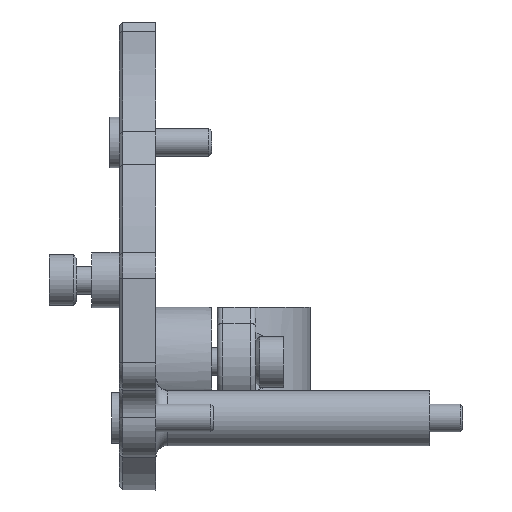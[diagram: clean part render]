
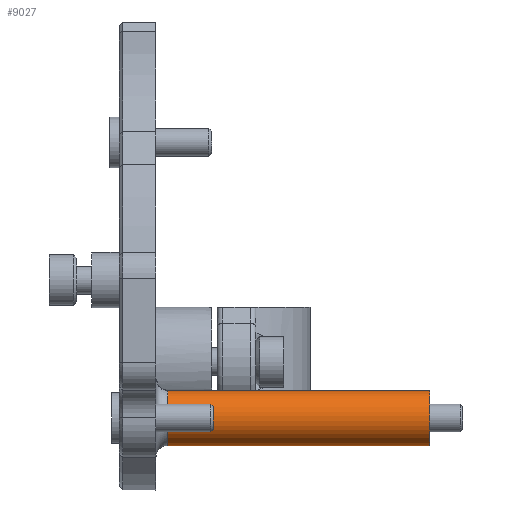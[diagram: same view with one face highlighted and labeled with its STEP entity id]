
A CAD part, left-side view. The second image highlights one B-rep face of the part: STEP entity #9027.
In plain terms, the highlighted cylindrical face has radius 3 mm (diameter 6 mm), a partial arc.
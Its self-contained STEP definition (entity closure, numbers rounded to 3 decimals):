
#411=B_SPLINE_CURVE_WITH_KNOTS('',3,(#21066,#21067,#21068,#21069),
 .UNSPECIFIED.,.F.,.F.,(4,4),(-1.356,1.481),
 .UNSPECIFIED.);
#414=B_SPLINE_CURVE_WITH_KNOTS('',3,(#21105,#21106,#21107,#21108),
 .UNSPECIFIED.,.F.,.F.,(4,4),(-1.481,1.356),
 .UNSPECIFIED.);
#853=CYLINDRICAL_SURFACE('',#9962,3.);
#1335=FACE_OUTER_BOUND('',#1904,.T.);
#1904=EDGE_LOOP('',(#8134,#8135,#8136,#8137));
#3420=CIRCLE('',#9639,3.);
#3428=CIRCLE('',#9651,3.);
#4138=VERTEX_POINT('',#20911);
#4140=VERTEX_POINT('',#20919);
#4150=VERTEX_POINT('',#21065);
#4153=VERTEX_POINT('',#21081);
#5232=EDGE_CURVE('',#4140,#4138,#3420,.T.);
#5249=EDGE_CURVE('',#4138,#4150,#411,.T.);
#5254=EDGE_CURVE('',#4150,#4153,#3428,.T.);
#5257=EDGE_CURVE('',#4153,#4140,#414,.T.);
#8134=ORIENTED_EDGE('',*,*,#5232,.F.);
#8135=ORIENTED_EDGE('',*,*,#5257,.F.);
#8136=ORIENTED_EDGE('',*,*,#5254,.F.);
#8137=ORIENTED_EDGE('',*,*,#5249,.F.);
#9027=ADVANCED_FACE('',(#1335),#853,.T.);
#9639=AXIS2_PLACEMENT_3D('',#20921,#11321,#11322);
#9651=AXIS2_PLACEMENT_3D('',#21082,#11348,#11349);
#9962=AXIS2_PLACEMENT_3D('',#22001,#12231,#12232);
#11321=DIRECTION('center_axis',(0.,1.,0.));
#11322=DIRECTION('ref_axis',(-0.707,0.,-0.707));
#11348=DIRECTION('center_axis',(0.,-1.,
0.));
#11349=DIRECTION('ref_axis',(0.,0.,-1.));
#12231=DIRECTION('center_axis',(0.,-1.,0.));
#12232=DIRECTION('ref_axis',(-1.,0.,0.));
#20911=CARTESIAN_POINT('',(37.128,36.701,-74.249));
#20919=CARTESIAN_POINT('',(40.528,36.701,-77.649));
#20921=CARTESIAN_POINT('Origin',(37.559,36.701,-77.218));
#21065=CARTESIAN_POINT('',(37.128,8.33,-74.249));
#21066=CARTESIAN_POINT('Ctrl Pts',(37.128,36.701,-74.249));
#21067=CARTESIAN_POINT('Ctrl Pts',(37.128,27.244,-74.249));
#21068=CARTESIAN_POINT('Ctrl Pts',(37.128,17.787,-74.249));
#21069=CARTESIAN_POINT('Ctrl Pts',(37.128,8.33,-74.249));
#21081=CARTESIAN_POINT('',(40.528,8.33,-77.649));
#21082=CARTESIAN_POINT('Origin',(37.559,8.33,-77.218));
#21105=CARTESIAN_POINT('Ctrl Pts',(40.528,8.33,-77.649));
#21106=CARTESIAN_POINT('Ctrl Pts',(40.528,17.787,-77.649));
#21107=CARTESIAN_POINT('Ctrl Pts',(40.528,27.244,-77.649));
#21108=CARTESIAN_POINT('Ctrl Pts',(40.528,36.701,-77.649));
#22001=CARTESIAN_POINT('Origin',(37.559,41.925,-77.218));
